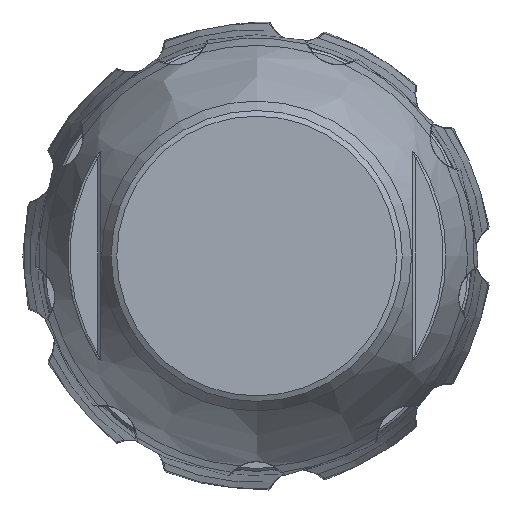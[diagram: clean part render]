
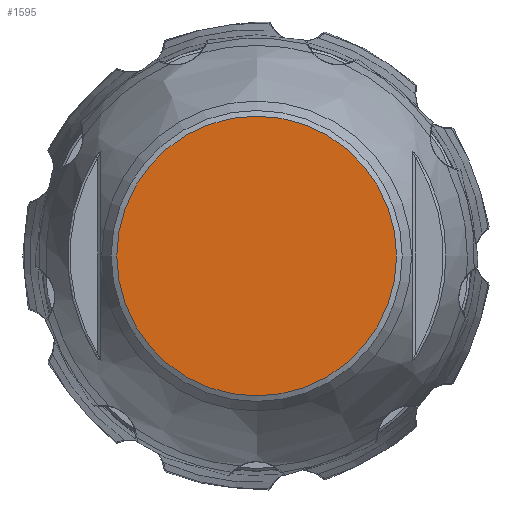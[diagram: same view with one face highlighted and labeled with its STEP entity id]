
A CAD part, left-side view. The second image highlights one B-rep face of the part: STEP entity #1595.
In plain terms, the highlighted planar face has unit normal (-1, 0, 0).
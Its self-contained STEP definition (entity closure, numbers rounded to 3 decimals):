
#842=FACE_OUTER_BOUND('',#2201,.T.);
#1595=ADVANCED_FACE('',(#842),#1713,.T.);
#1713=PLANE('',#5941);
#2201=EDGE_LOOP('',(#3584));
#3584=ORIENTED_EDGE('',*,*,#4984,.T.);
#4256=VERTEX_POINT('',#12974);
#4984=EDGE_CURVE('',#4256,#4256,#5372,.T.);
#5372=CIRCLE('',#5940,10.743);
#5940=AXIS2_PLACEMENT_3D('',#12973,#7201,#7202);
#5941=AXIS2_PLACEMENT_3D('',#12975,#7203,#7204);
#7201=DIRECTION('',(-1.,0.,0.));
#7202=DIRECTION('',(0.,-1.,0.));
#7203=DIRECTION('',(-1.,0.,0.));
#7204=DIRECTION('',(0.,1.,0.));
#12973=CARTESIAN_POINT('',(-56.6,0.,0.));
#12974=CARTESIAN_POINT('',(-56.6,-10.743,0.));
#12975=CARTESIAN_POINT('',(-56.6,11.032,0.));
